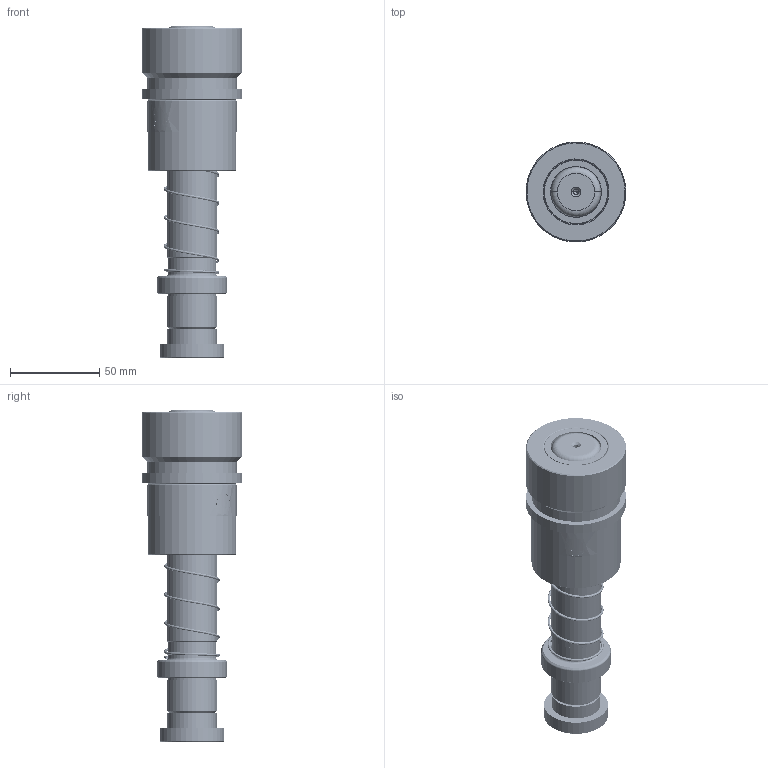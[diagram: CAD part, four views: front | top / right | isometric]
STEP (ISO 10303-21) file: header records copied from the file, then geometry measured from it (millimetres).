
FILE_DESCRIPTION (( 'STEP AP214' ), '1' );
FILE_NAME ('HTSH(HTJH)-D28-L150(BL-80).STEP', '2021-09-03T02:31:30', ( '' ), ( '' ), 'SwSTEP 2.0', 'SolidWorks 2016', '' );
FILE_SCHEMA (( 'AUTOMOTIVE_DESIGN' ));
Length unit declared in the file: millimetre
Products named in the file (267): HWP-D31.3-d28.5-L60; BALL-D4; HTSH(HTJH)-D28-L150(BL-80); DRP蹟簽D28; BSH-D35.5-28.5-L75郪蚾; TRB28-40-40; BSH-35.5-28.5-L75; TRP-D28-L150
Assembly tree (261 placements, depth 3):
  BALL-D4
  BALL-D4
  BALL-D4
  BALL-D4
  BALL-D4
Bounding box: 55.91 x 55.91 x 186 mm (x, y, z)
Volume: 232052.5 mm3; surface area: 88551.7 mm2
Topology: 257 solids, 257 shells, 1138 faces, 4903 edges, 3256 vertices
Faces by surface type: sphere 1008, cylinder 44, cone 34, plane 24, torus 14, bspline 14
Entity records: 52128 total; most frequent: CARTESIAN_POINT 30857, ORIENTED_EDGE 3740, DIRECTION 3190, EDGE_CURVE 1870, AXIS2_PLACEMENT_3D 1537, VERTEX_POINT 1228, EDGE_LOOP 1128, B_SPLINE_CURVE_WITH_KNOTS 1109
